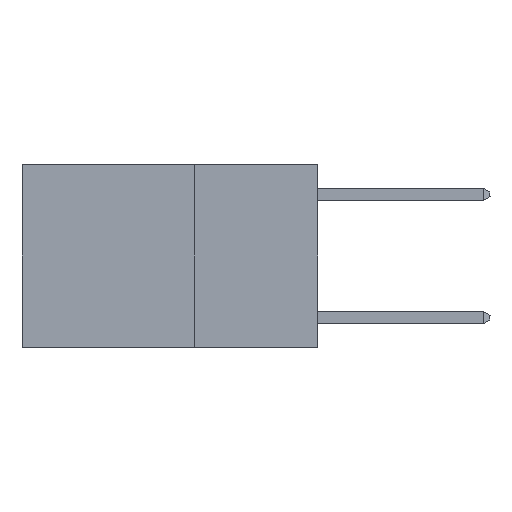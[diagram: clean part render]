
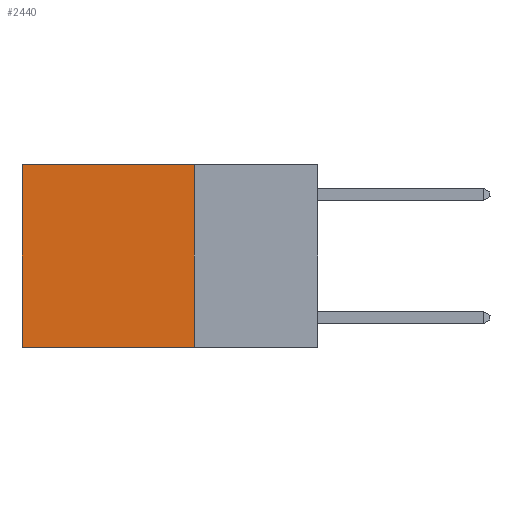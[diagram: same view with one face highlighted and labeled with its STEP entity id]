
A CAD part, left-side view. The second image highlights one B-rep face of the part: STEP entity #2440.
In plain terms, the highlighted planar face has unit normal (-1, 0, 0).
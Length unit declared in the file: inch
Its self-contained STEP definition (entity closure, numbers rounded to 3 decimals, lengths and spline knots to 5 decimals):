
#180 = DIRECTION ( 'NONE',  ( 0., 0., -1. ) ) ;
#564 = VERTEX_POINT ( 'NONE', #6804 ) ;
#603 = AXIS2_PLACEMENT_3D ( 'NONE', #4348, #7992, #180 ) ;
#859 = EDGE_CURVE ( 'NONE', #3496, #7444, #4231, .T. ) ;
#867 = CARTESIAN_POINT ( 'NONE',  ( 0.2625, 0.25, -0.37 ) ) ;
#1588 = VECTOR ( 'NONE', #9329, 39.37008 ) ;
#1909 = LINE ( 'NONE', #2613, #9718 ) ;
#1944 = LINE ( 'NONE', #7084, #9406 ) ;
#2290 = VECTOR ( 'NONE', #5079, 39.37008 ) ;
#2440 = ADVANCED_FACE ( 'NONE', ( #4514 ), #8911, .F. ) ;
#2613 = CARTESIAN_POINT ( 'NONE',  ( 0.2625, 0.6, 0. ) ) ;
#2836 = CARTESIAN_POINT ( 'NONE',  ( 0.2625, 0.6, -0.37 ) ) ;
#2902 = CARTESIAN_POINT ( 'NONE',  ( 0.2625, 0.25, 0. ) ) ;
#3496 = VERTEX_POINT ( 'NONE', #6635 ) ;
#4231 = LINE ( 'NONE', #867, #2290 ) ;
#4348 = CARTESIAN_POINT ( 'NONE',  ( 0.2625, 0.25, 0. ) ) ;
#4514 = FACE_OUTER_BOUND ( 'NONE', #4889, .T. ) ;
#4889 = EDGE_LOOP ( 'NONE', ( #8894, #9164, #5372, #9691 ) ) ;
#5079 = DIRECTION ( 'NONE',  ( 0., 1., 0. ) ) ;
#5372 = ORIENTED_EDGE ( 'NONE', *, *, #6943, .F. ) ;
#5397 = DIRECTION ( 'NONE',  ( 0., 0., -1. ) ) ;
#5489 = CARTESIAN_POINT ( 'NONE',  ( 0.2625, 0.6, 0. ) ) ;
#5679 = VERTEX_POINT ( 'NONE', #5489 ) ;
#6006 = EDGE_CURVE ( 'NONE', #5679, #7444, #1909, .T. ) ;
#6635 = CARTESIAN_POINT ( 'NONE',  ( 0.2625, 0.25, -0.37 ) ) ;
#6804 = CARTESIAN_POINT ( 'NONE',  ( 0.2625, 0.25, 0. ) ) ;
#6943 = EDGE_CURVE ( 'NONE', #564, #3496, #1944, .T. ) ;
#7084 = CARTESIAN_POINT ( 'NONE',  ( 0.2625, 0.25, 0. ) ) ;
#7216 = LINE ( 'NONE', #2902, #1588 ) ;
#7444 = VERTEX_POINT ( 'NONE', #2836 ) ;
#7992 = DIRECTION ( 'NONE',  ( 1., 0., 0. ) ) ;
#8894 = ORIENTED_EDGE ( 'NONE', *, *, #6006, .T. ) ;
#8911 = PLANE ( 'NONE',  #603 ) ;
#9164 = ORIENTED_EDGE ( 'NONE', *, *, #859, .F. ) ;
#9306 = EDGE_CURVE ( 'NONE', #564, #5679, #7216, .T. ) ;
#9329 = DIRECTION ( 'NONE',  ( 0., 1., 0. ) ) ;
#9406 = VECTOR ( 'NONE', #5397, 39.37008 ) ;
#9691 = ORIENTED_EDGE ( 'NONE', *, *, #9306, .T. ) ;
#9718 = VECTOR ( 'NONE', #10400, 39.37008 ) ;
#10400 = DIRECTION ( 'NONE',  ( 0., 0., -1. ) ) ;
